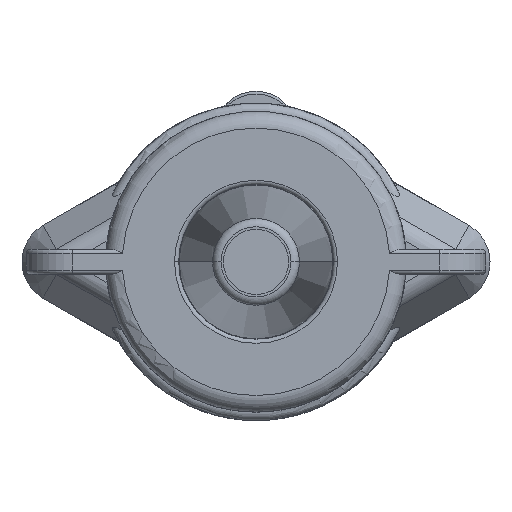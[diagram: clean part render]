
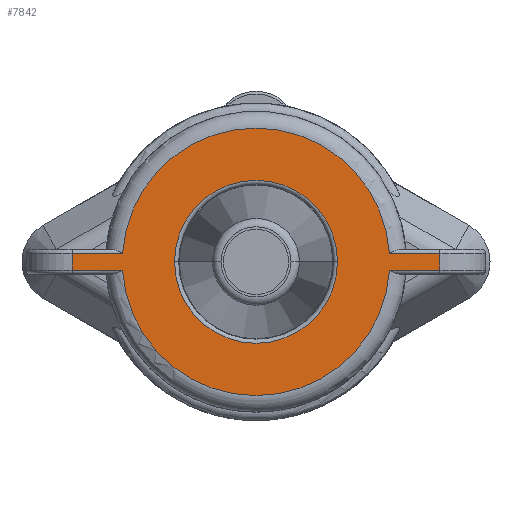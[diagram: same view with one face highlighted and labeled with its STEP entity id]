
A CAD part, left-side view. The second image highlights one B-rep face of the part: STEP entity #7842.
In plain terms, the highlighted planar face has unit normal (-1, 0, 0).
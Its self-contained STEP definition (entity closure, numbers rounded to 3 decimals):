
#15=CARTESIAN_POINT('',(-34.9,0.,0.));
#16=DIRECTION('',(-1.,0.,0.));
#17=DIRECTION('',(0.,-0.998,0.063));
#18=AXIS2_PLACEMENT_3D('',#15,#16,#17);
#1017=DIRECTION('',(0.,-1.,0.));
#1018=VECTOR('',#1017,6.031);
#1019=CARTESIAN_POINT('',(-34.9,22.,1.));
#1020=LINE('',#1019,#1018);
#1021=DIRECTION('',(0.,-1.,0.));
#1022=VECTOR('',#1021,6.031);
#1023=CARTESIAN_POINT('',(-34.9,-15.969,1.));
#1024=LINE('',#1023,#1022);
#1025=DIRECTION('',(0.,1.,0.));
#1026=VECTOR('',#1025,6.031);
#1027=CARTESIAN_POINT('',(-34.9,-22.,-1.));
#1028=LINE('',#1027,#1026);
#1029=DIRECTION('',(0.,1.,0.));
#1030=VECTOR('',#1029,6.031);
#1031=CARTESIAN_POINT('',(-34.9,15.969,-1.));
#1032=LINE('',#1031,#1030);
#1033=DIRECTION('',(0.,0.,1.));
#1034=VECTOR('',#1033,2.);
#1035=CARTESIAN_POINT('',(-34.9,22.,-1.));
#1036=LINE('',#1035,#1034);
#1037=CARTESIAN_POINT('',(-34.9,0.,0.));
#1038=DIRECTION('',(-1.,0.,0.));
#1039=DIRECTION('',(0.,-1.,0.));
#1040=AXIS2_PLACEMENT_3D('',#1037,#1038,#1039);
#1042=CARTESIAN_POINT('',(-34.9,0.,0.));
#1043=DIRECTION('',(-1.,0.,0.));
#1044=DIRECTION('',(0.,1.,0.));
#1045=AXIS2_PLACEMENT_3D('',#1042,#1043,#1044);
#1138=CARTESIAN_POINT('',(-34.9,0.,0.));
#1139=DIRECTION('',(-1.,0.,0.));
#1140=DIRECTION('',(0.,0.998,-0.063));
#1141=AXIS2_PLACEMENT_3D('',#1138,#1139,#1140);
#1205=DIRECTION('',(0.,0.,1.));
#1206=VECTOR('',#1205,2.);
#1207=CARTESIAN_POINT('',(-34.9,-22.,-1.));
#1208=LINE('',#1207,#1206);
#6514=CARTESIAN_POINT('',(-34.9,22.,1.));
#6515=CARTESIAN_POINT('',(-34.9,15.969,1.));
#6516=VERTEX_POINT('',#6514);
#6517=VERTEX_POINT('',#6515);
#6534=CARTESIAN_POINT('',(-34.9,15.969,-1.));
#6535=CARTESIAN_POINT('',(-34.9,22.,-1.));
#6536=VERTEX_POINT('',#6534);
#6537=VERTEX_POINT('',#6535);
#6550=CARTESIAN_POINT('',(-34.9,-15.969,1.));
#6551=CARTESIAN_POINT('',(-34.9,-22.,1.));
#6552=VERTEX_POINT('',#6550);
#6553=VERTEX_POINT('',#6551);
#6562=CARTESIAN_POINT('',(-34.9,-22.,-1.));
#6563=CARTESIAN_POINT('',(-34.9,-15.969,-1.));
#6564=VERTEX_POINT('',#6562);
#6565=VERTEX_POINT('',#6563);
#6618=CARTESIAN_POINT('',(-34.9,-9.75,0.));
#6619=CARTESIAN_POINT('',(-34.9,9.75,0.));
#6620=VERTEX_POINT('',#6618);
#6621=VERTEX_POINT('',#6619);
#7815=CARTESIAN_POINT('',(-34.9,0.,0.));
#7816=DIRECTION('',(1.,0.,0.));
#7817=DIRECTION('',(0.,-1.,0.));
#7818=AXIS2_PLACEMENT_3D('',#7815,#7816,#7817);
#7819=PLANE('',#7818);
#7821=ORIENTED_EDGE('',*,*,#7820,.T.);
#7822=ORIENTED_EDGE('',*,*,#6859,.F.);
#7824=ORIENTED_EDGE('',*,*,#7823,.T.);
#7826=ORIENTED_EDGE('',*,*,#7825,.F.);
#7827=ORIENTED_EDGE('',*,*,#7806,.T.);
#7829=ORIENTED_EDGE('',*,*,#7828,.F.);
#7831=ORIENTED_EDGE('',*,*,#7830,.T.);
#7833=ORIENTED_EDGE('',*,*,#7832,.T.);
#7834=EDGE_LOOP('',(#7821,#7822,#7824,#7826,#7827,#7829,#7831,#7833));
#7835=FACE_OUTER_BOUND('',#7834,.F.);
#7837=ORIENTED_EDGE('',*,*,#7836,.T.);
#7839=ORIENTED_EDGE('',*,*,#7838,.T.);
#7840=EDGE_LOOP('',(#7837,#7839));
#7841=FACE_BOUND('',#7840,.F.);
#7842=ADVANCED_FACE('',(#7835,#7841),#7819,.F.);
#19=CIRCLE('',#18,16.);
#1041=CIRCLE('',#1040,9.75);
#1046=CIRCLE('',#1045,9.75);
#1142=CIRCLE('',#1141,16.);
#6859=EDGE_CURVE('',#6552,#6517,#19,.T.);
#7806=EDGE_CURVE('',#6564,#6565,#1028,.T.);
#7820=EDGE_CURVE('',#6516,#6517,#1020,.T.);
#7823=EDGE_CURVE('',#6552,#6553,#1024,.T.);
#7825=EDGE_CURVE('',#6564,#6553,#1208,.T.);
#7828=EDGE_CURVE('',#6536,#6565,#1142,.T.);
#7830=EDGE_CURVE('',#6536,#6537,#1032,.T.);
#7832=EDGE_CURVE('',#6537,#6516,#1036,.T.);
#7836=EDGE_CURVE('',#6620,#6621,#1041,.T.);
#7838=EDGE_CURVE('',#6621,#6620,#1046,.T.);
